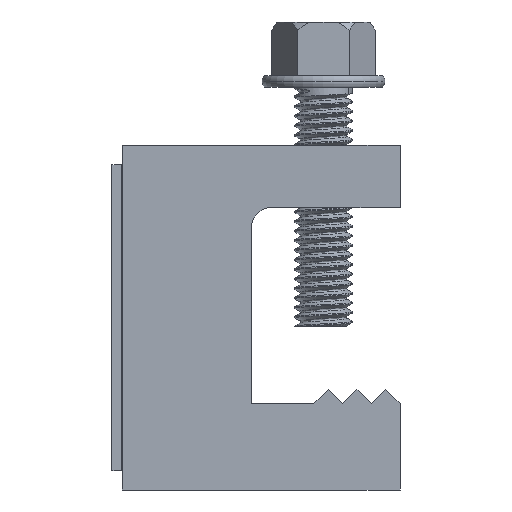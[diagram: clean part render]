
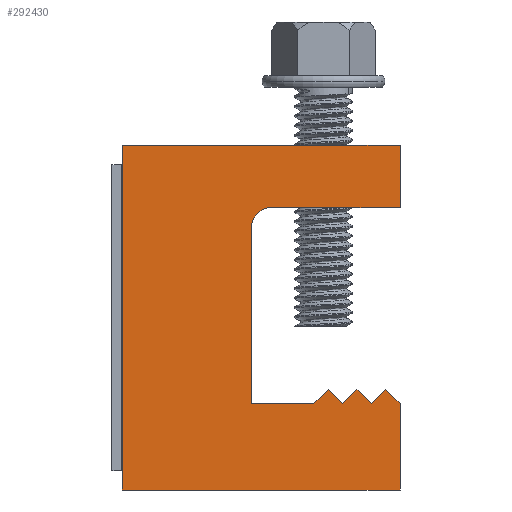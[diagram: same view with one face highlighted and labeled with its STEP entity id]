
A CAD part, front view. The second image highlights one B-rep face of the part: STEP entity #292430.
In plain terms, the highlighted planar face has unit normal (0, -1, 0).
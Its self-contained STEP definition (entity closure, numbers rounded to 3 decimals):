
#282280=CARTESIAN_POINT('',(-29.,-8.,0.));
#282290=DIRECTION('',(0.,0.,-1.));
#282300=VECTOR('',#282290,1.);
#282310=LINE('',#282280,#282300);
#282320=CARTESIAN_POINT('',(-29.,-8.,36.));
#282330=VERTEX_POINT('',#282320);
#282340=CARTESIAN_POINT('',(-29.,-8.,0.));
#282350=VERTEX_POINT('',#282340);
#282360=EDGE_CURVE('',#282330,#282350,#282310,.T.);
#282970=CARTESIAN_POINT('',(0.,-8.,36.));
#282980=VERTEX_POINT('',#282970);
#283370=CARTESIAN_POINT('',(0.,-8.,29.5));
#283380=VERTEX_POINT('',#283370);
#283410=CARTESIAN_POINT('',(0.,-8.,0.));
#283420=DIRECTION('',(0.,0.,-1.));
#283430=VECTOR('',#283420,1.);
#283440=LINE('',#283410,#283430);
#283450=EDGE_CURVE('',#282980,#283380,#283440,.T.);
#284260=CARTESIAN_POINT('',(0.,-8.,36.));
#284270=DIRECTION('',(1.,0.,0.));
#284280=VECTOR('',#284270,1.);
#284290=LINE('',#284260,#284280);
#284300=EDGE_CURVE('',#282330,#282980,#284290,.T.);
#284800=CARTESIAN_POINT('',(-15.5,-8.,0.));
#284810=DIRECTION('',(0.,0.,-1.));
#284820=VECTOR('',#284810,1.);
#284830=LINE('',#284800,#284820);
#284840=CARTESIAN_POINT('',(-15.5,-8.,27.5));
#284850=VERTEX_POINT('',#284840);
#284860=CARTESIAN_POINT('',(-15.5,-8.,9.));
#284870=VERTEX_POINT('',#284860);
#284880=EDGE_CURVE('',#284850,#284870,#284830,.T.);
#285200=CARTESIAN_POINT('',(-13.5,-8.,27.5));
#285210=DIRECTION('',(0.,1.,0.));
#285220=DIRECTION('',(0.,0.,-1.));
#285230=AXIS2_PLACEMENT_3D('',#285200,#285210,#285220);
#285240=CIRCLE('',#285230,2.);
#285250=CARTESIAN_POINT('',(-13.5,-8.,29.5));
#285260=VERTEX_POINT('',#285250);
#285270=EDGE_CURVE('',#284850,#285260,#285240,.T.);
#285570=CARTESIAN_POINT('',(0.,-8.,9.));
#285580=VERTEX_POINT('',#285570);
#285630=CARTESIAN_POINT('',(0.,-8.,9.));
#285640=DIRECTION('',(0.707,0.,-0.707));
#285650=VECTOR('',#285640,1.);
#285660=LINE('',#285630,#285650);
#285670=CARTESIAN_POINT('',(-1.5,-8.,10.5));
#285680=VERTEX_POINT('',#285670);
#285690=EDGE_CURVE('',#285680,#285580,#285660,.T.);
#287250=CARTESIAN_POINT('',(-3.,-8.,9.));
#287260=VERTEX_POINT('',#287250);
#287380=CARTESIAN_POINT('',(-12.,-8.,0.));
#287390=DIRECTION('',(0.707,0.,0.707));
#287400=VECTOR('',#287390,1.);
#287410=LINE('',#287380,#287400);
#287420=EDGE_CURVE('',#287260,#285680,#287410,.T.);
#287530=CARTESIAN_POINT('',(0.,-8.,29.5));
#287540=DIRECTION('',(-1.,0.,0.));
#287550=VECTOR('',#287540,1.);
#287560=LINE('',#287530,#287550);
#287570=EDGE_CURVE('',#283380,#285260,#287560,.T.);
#288980=CARTESIAN_POINT('',(0.,-8.,0.));
#288990=DIRECTION('',(-1.,0.,0.));
#289000=VECTOR('',#288990,1.);
#289010=LINE('',#288980,#289000);
#289020=CARTESIAN_POINT('',(0.,-8.,0.));
#289030=VERTEX_POINT('',#289020);
#289040=EDGE_CURVE('',#289030,#282350,#289010,.T.);
#290470=CARTESIAN_POINT('',(0.,-8.,34.));
#290480=DIRECTION('',(0.,0.,-1.));
#290490=VECTOR('',#290480,1.);
#290500=LINE('',#290470,#290490);
#290510=EDGE_CURVE('',#285580,#289030,#290500,.T.);
#290880=CARTESIAN_POINT('',(-6.,-8.,9.));
#290890=VERTEX_POINT('',#290880);
#290920=CARTESIAN_POINT('',(0.,-8.,3.));
#290930=DIRECTION('',(0.707,0.,-0.707));
#290940=VECTOR('',#290930,1.);
#290950=LINE('',#290920,#290940);
#290960=CARTESIAN_POINT('',(-7.5,-8.,10.5));
#290970=VERTEX_POINT('',#290960);
#290980=EDGE_CURVE('',#290970,#290890,#290950,.T.);
#291430=CARTESIAN_POINT('',(-18.,-8.,0.));
#291440=DIRECTION('',(0.707,0.,0.707));
#291450=VECTOR('',#291440,1.);
#291460=LINE('',#291430,#291450);
#291470=CARTESIAN_POINT('',(-9.,-8.,9.));
#291480=VERTEX_POINT('',#291470);
#291490=EDGE_CURVE('',#291480,#290970,#291460,.T.);
#291690=CARTESIAN_POINT('',(0.,-8.,9.));
#291700=DIRECTION('',(1.,0.,0.));
#291710=VECTOR('',#291700,1.);
#291720=LINE('',#291690,#291710);
#291730=EDGE_CURVE('',#284870,#291480,#291720,.T.);
#292030=CARTESIAN_POINT('',(-4.5,-8.,10.5));
#292040=VERTEX_POINT('',#292030);
#292070=CARTESIAN_POINT('',(-15.,-8.,0.));
#292080=DIRECTION('',(0.707,0.,0.707));
#292090=VECTOR('',#292080,1.);
#292100=LINE('',#292070,#292090);
#292110=EDGE_CURVE('',#290890,#292040,#292100,.T.);
#292160=CARTESIAN_POINT('',(0.,-8.,34.));
#292170=DIRECTION('',(0.,-1.,0.));
#292180=DIRECTION('',(0.,0.,1.));
#292190=AXIS2_PLACEMENT_3D('',#292160,#292170,#292180);
#292200=PLANE('',#292190);
#292210=ORIENTED_EDGE('',*,*,#291730,.F.);
#292220=ORIENTED_EDGE('',*,*,#291490,.F.);
#292230=ORIENTED_EDGE('',*,*,#290980,.F.);
#292240=ORIENTED_EDGE('',*,*,#292110,.F.);
#292250=CARTESIAN_POINT('',(0.,-8.,6.));
#292260=DIRECTION('',(0.707,0.,-0.707));
#292270=VECTOR('',#292260,1.);
#292280=LINE('',#292250,#292270);
#292290=EDGE_CURVE('',#292040,#287260,#292280,.T.);
#292300=ORIENTED_EDGE('',*,*,#292290,.F.);
#292310=ORIENTED_EDGE('',*,*,#287420,.F.);
#292320=ORIENTED_EDGE('',*,*,#285690,.F.);
#292330=ORIENTED_EDGE('',*,*,#290510,.F.);
#292340=ORIENTED_EDGE('',*,*,#289040,.F.);
#292350=ORIENTED_EDGE('',*,*,#282360,.T.);
#292360=ORIENTED_EDGE('',*,*,#284300,.F.);
#292370=ORIENTED_EDGE('',*,*,#283450,.F.);
#292380=ORIENTED_EDGE('',*,*,#287570,.F.);
#292390=ORIENTED_EDGE('',*,*,#285270,.T.);
#292400=ORIENTED_EDGE('',*,*,#284880,.F.);
#292410=EDGE_LOOP('',(#292400,#292390,#292380,#292370,#292360,#292350,
#292340,#292330,#292320,#292310,#292300,#292240,#292230,#292220,#292210)
);
#292420=FACE_OUTER_BOUND('',#292410,.T.);
#292430=ADVANCED_FACE('',(#292420),#292200,.T.);
